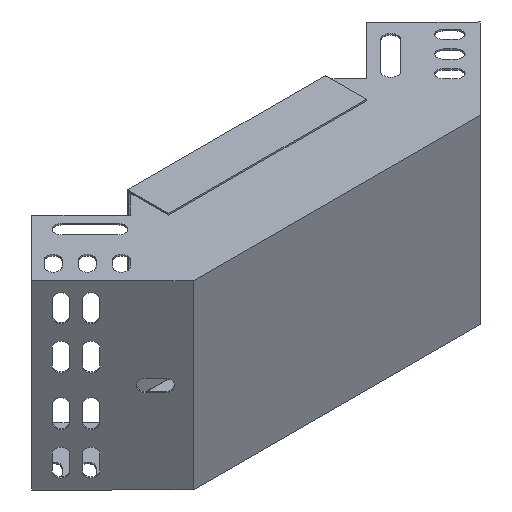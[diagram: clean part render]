
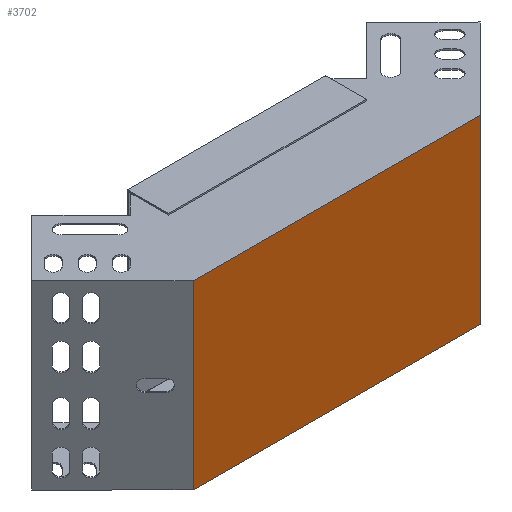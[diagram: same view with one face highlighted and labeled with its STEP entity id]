
A CAD part, isometric view. The second image highlights one B-rep face of the part: STEP entity #3702.
In plain terms, the highlighted planar face has unit normal (0, -1, 0).
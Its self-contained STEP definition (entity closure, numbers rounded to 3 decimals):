
#135 = VERTEX_POINT ( 'NONE', #2734 ) ;
#166 = ORIENTED_EDGE ( 'NONE', *, *, #5403, .T. ) ;
#223 = DIRECTION ( 'NONE',  ( 0., 0., 1. ) ) ;
#301 = ORIENTED_EDGE ( 'NONE', *, *, #1489, .F. ) ;
#309 = CARTESIAN_POINT ( 'NONE',  ( -102.649, -23.927, 25.8 ) ) ;
#361 = DIRECTION ( 'NONE',  ( 0., 1., 0. ) ) ;
#478 = EDGE_CURVE ( 'NONE', #4077, #4082, #3975, .T. ) ;
#824 = LINE ( 'NONE', #4088, #5110 ) ;
#878 = EDGE_CURVE ( 'NONE', #135, #4082, #824, .T. ) ;
#1024 = DIRECTION ( 'NONE',  ( 0., 0., 1. ) ) ;
#1353 = ORIENTED_EDGE ( 'NONE', *, *, #878, .T. ) ;
#1480 = VECTOR ( 'NONE', #1024, 1000. ) ;
#1489 = EDGE_CURVE ( 'NONE', #2075, #4077, #2800, .T. ) ;
#1661 = CARTESIAN_POINT ( 'NONE',  ( 58.413, -23.927, 25.8 ) ) ;
#2075 = VERTEX_POINT ( 'NONE', #2311 ) ;
#2311 = CARTESIAN_POINT ( 'NONE',  ( -102.649, -23.927, -75.8 ) ) ;
#2540 = ORIENTED_EDGE ( 'NONE', *, *, #478, .F. ) ;
#2588 = PLANE ( 'NONE',  #5329 ) ;
#2673 = CARTESIAN_POINT ( 'NONE',  ( -103.553, -23.927, -75.8 ) ) ;
#2734 = CARTESIAN_POINT ( 'NONE',  ( 58.413, -23.927, -75.8 ) ) ;
#2800 = LINE ( 'NONE', #3158, #1480 ) ;
#2985 = CARTESIAN_POINT ( 'NONE',  ( -102.318, -23.927, 25. ) ) ;
#3158 = CARTESIAN_POINT ( 'NONE',  ( -102.649, -23.927, -75.612 ) ) ;
#3367 = DIRECTION ( 'NONE',  ( 0., 0., 1. ) ) ;
#3702 = ADVANCED_FACE ( 'NONE', ( #4993 ), #2588, .F. ) ;
#3975 = LINE ( 'NONE', #5426, #5107 ) ;
#4077 = VERTEX_POINT ( 'NONE', #309 ) ;
#4082 = VERTEX_POINT ( 'NONE', #1661 ) ;
#4088 = CARTESIAN_POINT ( 'NONE',  ( 58.413, -23.927, -75.612 ) ) ;
#4232 = LINE ( 'NONE', #2673, #5371 ) ;
#4442 = DIRECTION ( 'NONE',  ( 1., 0., 0. ) ) ;
#4993 = FACE_OUTER_BOUND ( 'NONE', #5239, .T. ) ;
#5107 = VECTOR ( 'NONE', #4442, 1000. ) ;
#5110 = VECTOR ( 'NONE', #223, 1000. ) ;
#5239 = EDGE_LOOP ( 'NONE', ( #166, #1353, #2540, #301 ) ) ;
#5329 = AXIS2_PLACEMENT_3D ( 'NONE', #2985, #361, #3367 ) ;
#5371 = VECTOR ( 'NONE', #5807, 1000. ) ;
#5403 = EDGE_CURVE ( 'NONE', #2075, #135, #4232, .T. ) ;
#5426 = CARTESIAN_POINT ( 'NONE',  ( -103.553, -23.927, 25.8 ) ) ;
#5807 = DIRECTION ( 'NONE',  ( 1., 0., 0. ) ) ;
